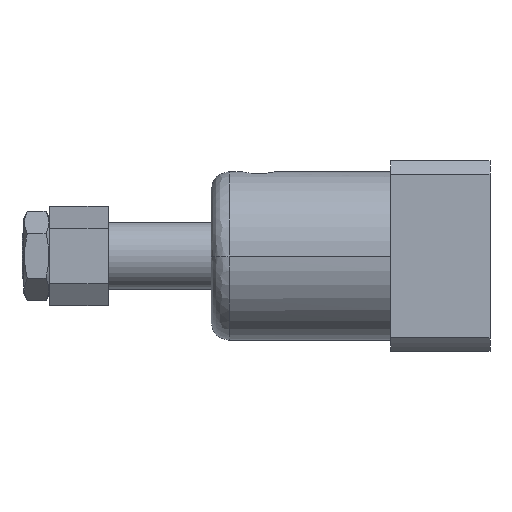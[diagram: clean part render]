
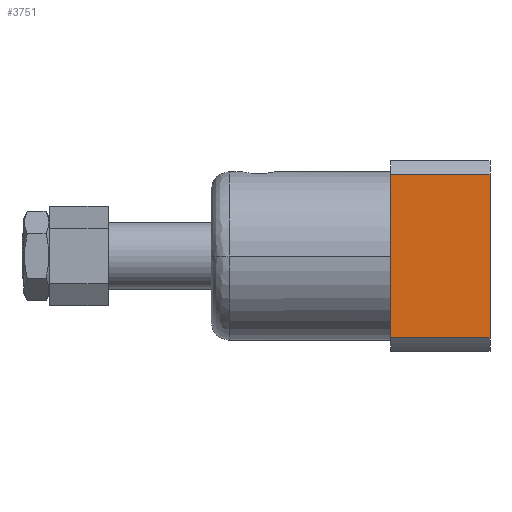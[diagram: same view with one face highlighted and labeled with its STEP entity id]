
A CAD part, left-side view. The second image highlights one B-rep face of the part: STEP entity #3751.
In plain terms, the highlighted planar face has unit normal (-1, 0, 0).
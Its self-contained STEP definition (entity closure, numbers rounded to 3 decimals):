
#1992 = DIRECTION ( 'NONE',  ( 0., -1., 0. ) ) ;
#3385 = LINE ( 'NONE', #4407, #13373 ) ;
#3486 = CARTESIAN_POINT ( 'NONE',  ( -26.03, 27., 22.26 ) ) ;
#3751 = ADVANCED_FACE ( 'NONE', ( #19745 ), #16299, .T. ) ;
#4407 = CARTESIAN_POINT ( 'NONE',  ( -26.03, 13.5, -22.26 ) ) ;
#4625 = EDGE_CURVE ( 'NONE', #17028, #13201, #3385, .T. ) ;
#4792 = DIRECTION ( 'NONE',  ( 0., 0., 1. ) ) ;
#4858 = VECTOR ( 'NONE', #20807, 1000. ) ;
#7095 = EDGE_CURVE ( 'NONE', #16171, #17238, #11511, .T. ) ;
#7353 = EDGE_CURVE ( 'NONE', #13201, #16171, #7564, .T. ) ;
#7355 = CARTESIAN_POINT ( 'NONE',  ( -26.03, 0., 0. ) ) ;
#7564 = LINE ( 'NONE', #7355, #4858 ) ;
#8360 = DIRECTION ( 'NONE',  ( -1., 0., 0. ) ) ;
#8745 = CARTESIAN_POINT ( 'NONE',  ( -26.03, 27., 0. ) ) ;
#8892 = CARTESIAN_POINT ( 'NONE',  ( -26.03, 13.5, 22.26 ) ) ;
#10395 = CARTESIAN_POINT ( 'NONE',  ( -26.03, 0., -22.26 ) ) ;
#11511 = LINE ( 'NONE', #8892, #18194 ) ;
#11619 = ORIENTED_EDGE ( 'NONE', *, *, #7095, .T. ) ;
#13201 = VERTEX_POINT ( 'NONE', #13355 ) ;
#13355 = CARTESIAN_POINT ( 'NONE',  ( -26.03, 0., -22.26 ) ) ;
#13373 = VECTOR ( 'NONE', #1992, 1000. ) ;
#16171 = VERTEX_POINT ( 'NONE', #25062 ) ;
#16219 = ORIENTED_EDGE ( 'NONE', *, *, #4625, .T. ) ;
#16299 = PLANE ( 'NONE',  #19406 ) ;
#17028 = VERTEX_POINT ( 'NONE', #22667 ) ;
#17238 = VERTEX_POINT ( 'NONE', #3486 ) ;
#18194 = VECTOR ( 'NONE', #22412, 1000. ) ;
#18297 = ORIENTED_EDGE ( 'NONE', *, *, #7353, .T. ) ;
#19120 = EDGE_LOOP ( 'NONE', ( #11619, #23848, #16219, #18297 ) ) ;
#19406 = AXIS2_PLACEMENT_3D ( 'NONE', #10395, #8360, #4792 ) ;
#19745 = FACE_OUTER_BOUND ( 'NONE', #19120, .T. ) ;
#20807 = DIRECTION ( 'NONE',  ( 0., 0., 1. ) ) ;
#22097 = DIRECTION ( 'NONE',  ( 0., 0., 1. ) ) ;
#22248 = EDGE_CURVE ( 'NONE', #17028, #17238, #23808, .T. ) ;
#22412 = DIRECTION ( 'NONE',  ( 0., 1., 0. ) ) ;
#22667 = CARTESIAN_POINT ( 'NONE',  ( -26.03, 27., -22.26 ) ) ;
#23779 = VECTOR ( 'NONE', #22097, 1000. ) ;
#23808 = LINE ( 'NONE', #8745, #23779 ) ;
#23848 = ORIENTED_EDGE ( 'NONE', *, *, #22248, .F. ) ;
#25062 = CARTESIAN_POINT ( 'NONE',  ( -26.03, 0., 22.26 ) ) ;
